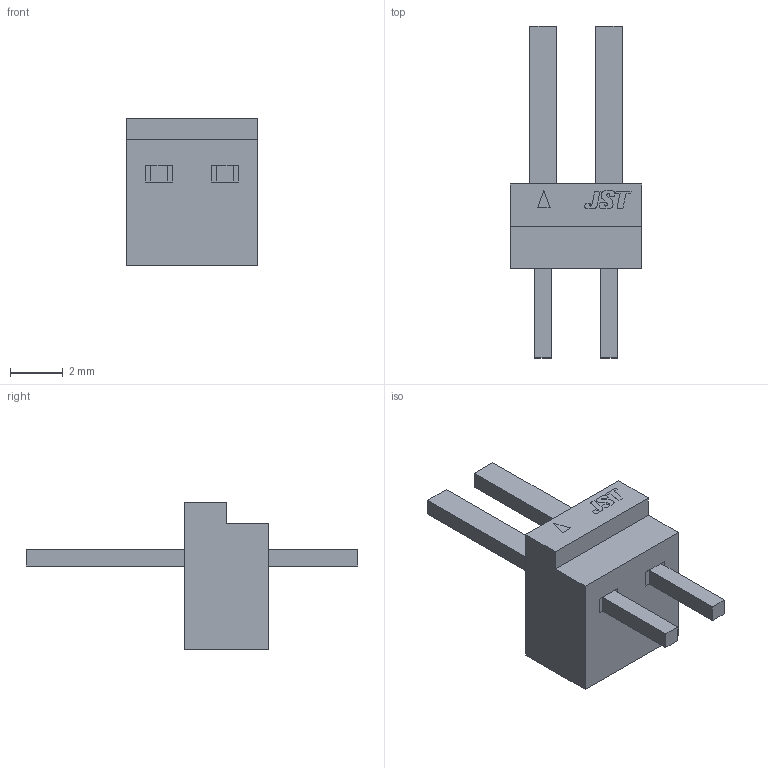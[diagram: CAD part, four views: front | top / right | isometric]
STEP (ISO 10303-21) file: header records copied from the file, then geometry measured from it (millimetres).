
FILE_DESCRIPTION (( 'STEP AP214' ), '1' );
FILE_NAME ('B2P-SHF-1AA.STEP', '2022-07-12T14:21:14', ( '' ), ( '' ), 'SwSTEP 2.0', 'SolidWorks 2022', '' );
FILE_SCHEMA (( 'AUTOMOTIVE_DESIGN' ));
Length unit declared in the file: millimetre
Products named in the file (5): Pins; JST Logo; B2P-SHF-1AA; New Marking; Body
Assembly tree (4 placements, depth 2):
  B2P-SHF-1AA
    Body
    Pins
    New Marking
    JST Logo
Bounding box: 5 x 12.6 x 5.6 mm (x, y, z)
Volume: 93.7 mm3; surface area: 221.6 mm2
Topology: 7 solids, 7 shells, 92 faces, 234 edges, 156 vertices
Faces by surface type: plane 61, bspline 31
Entity records: 3139 total; most frequent: CARTESIAN_POINT 898, ORIENTED_EDGE 468, DIRECTION 306, EDGE_CURVE 234, LINE 170, VECTOR 170, VERTEX_POINT 156, EDGE_LOOP 96
